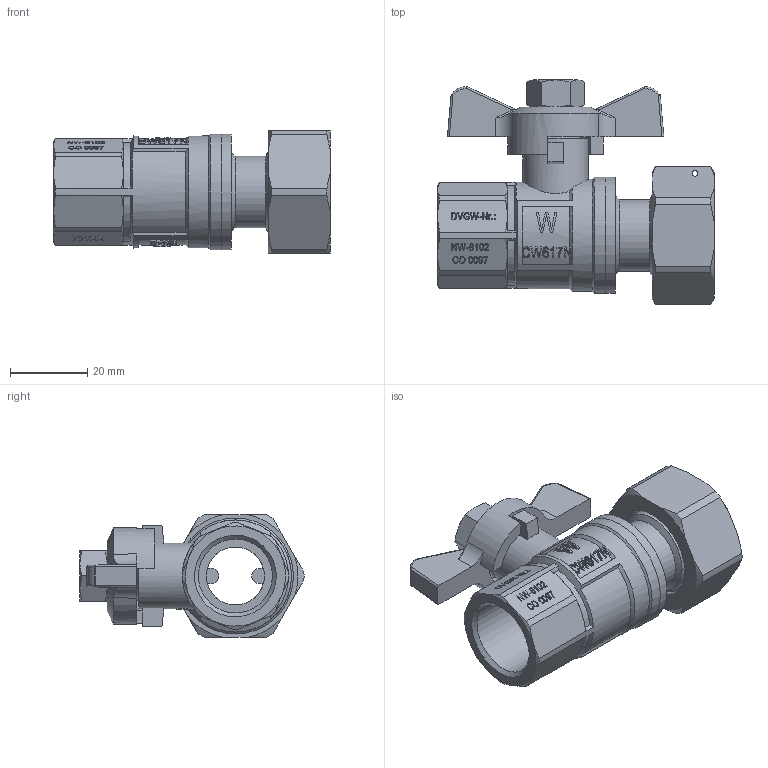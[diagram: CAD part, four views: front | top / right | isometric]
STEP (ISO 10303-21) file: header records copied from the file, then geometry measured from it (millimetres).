
FILE_DESCRIPTION(/* description */ ('Unknown'),/* implementation_level */ '2;1');
FILE_NAME(/* name */ '755-45',/* time_stamp */ '2022-06-30T11:22:20+02:00',/* author */ ('Unknown'),/* organization */ ('Unknown'),/* preprocessor_version */ 'ST-DEVELOPER v16.7',/* originating_system */ 'Solid Edge',/* authorisation */ 'Unknown');
FILE_SCHEMA (('AUTOMOTIVE_DESIGN {1 0 10303 214 3 1 1}'));
Length unit declared in the file: millimetre
Products named in the file (13): 755-45; Verschraubung; _berwurfmutter; Speerring2; Dichtung; St_tze; Bausatz_oa_0; Kvrper; 600-1_2-Stopfbuchse; 600-1_2-Spindel; Fl_gel-Griff-co; 600-1_2-Mutter-Fl-G; F-griff
Assembly tree (12 placements, depth 3):
  755-45
    Verschraubung
      _berwurfmutter
      Speerring2
      Dichtung
      St_tze
    Bausatz_oa_0
      Kvrper
      600-1_2-Stopfbuchse
      600-1_2-Spindel
    Fl_gel-Griff-co
      600-1_2-Mutter-Fl-G
      F-griff
Bounding box: 71.54 x 57.95 x 31.7 mm (x, y, z)
Volume: 31259.3 mm3; surface area: 24364.2 mm2
Topology: 9 solids, 9 shells, 1720 faces, 4786 edges, 3173 vertices
Faces by surface type: plane 1525, cylinder 106, cone 64, bspline 14, sphere 10, torus 1
Full cylindrical faces by diameter (mm): 1.5 x1, 6.75 x1, 6.8 x1, 8.9 x1, 9 x2, 9.1 x1, 10.5 x1, 11 x1, 12 x1, 12.5 x1, 14 x1, 15 x3, 16 x1, 17 x1, 18.5 x1, 18.6 x1, 19.141 x1, 21 x2, 21.6 x1, 24 x3, 24.117 x1, 24.5 x1, 26 x1, 26.5 x2, 29 x1, 30 x2
Entity records: 58912 total; most frequent: CARTESIAN_POINT 14036, ORIENTED_EDGE 9420, DIRECTION 9087, EDGE_CURVE 4710, LINE 3465, VECTOR 3465, VERTEX_POINT 3157, AXIS2_PLACEMENT_3D 2811
